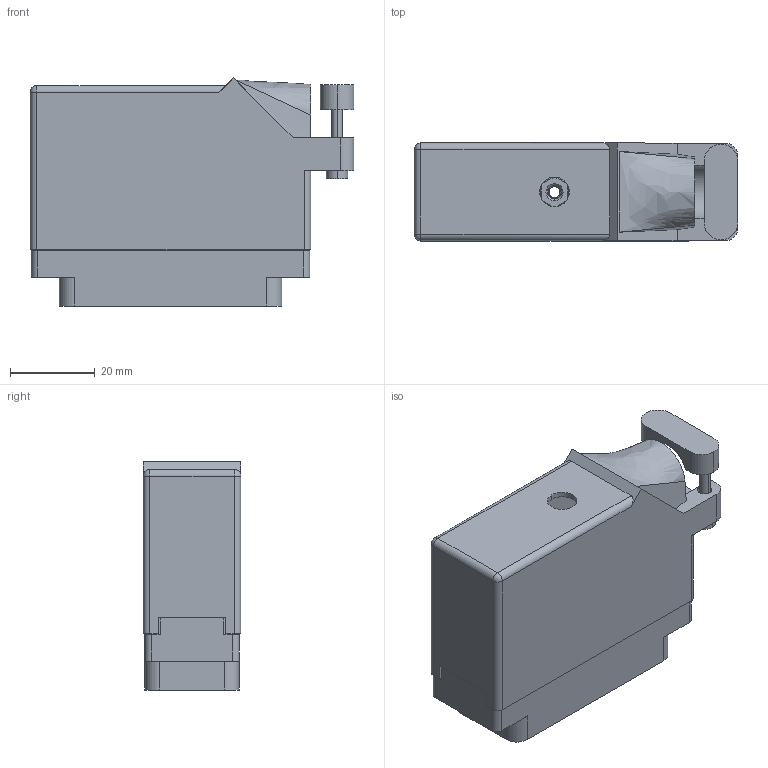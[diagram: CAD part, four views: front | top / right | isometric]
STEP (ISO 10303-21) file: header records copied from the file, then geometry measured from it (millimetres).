
FILE_DESCRIPTION (( 'STEP AP203' ), '1' );
FILE_NAME ('516-056-540-326.STEP', '2020-03-10T10:14:19', ( '' ), ( '' ), 'SwSTEP 2.0', 'SolidWorks 2016', '' );
FILE_SCHEMA (( 'CONFIG_CONTROL_DESIGN' ));
Length unit declared in the file: inch
Products named in the file (5): 516 Plug Insulator_056; 516-292-001_540 Contact; 516-252-035-100_516-252-035-100; 516-230-001_Plastic - 056 Side Entry; 516-056-540-326
Assembly tree (59 placements, depth 2):
  516-056-540-326
    516 Plug Insulator_056
    516-292-001_540 Contact  x56
    516-230-001_Plastic - 056 Side Entry
    516-252-035-100_516-252-035-100
Bounding box: 76.5 x 23.11 x 53.92 mm (x, y, z)
Volume: 26250.3 mm3; surface area: 44230 mm2
Topology: 59 solids, 59 shells, 5374 faces, 15570 edges, 10336 vertices
Faces by surface type: plane 3297, cylinder 1718, bspline 345, cone 12, sphere 2
Entity records: 51887 total; most frequent: CARTESIAN_POINT 11174, ORIENTED_EDGE 8256, DIRECTION 7961, EDGE_CURVE 4128, LINE 3041, VECTOR 3041, VERTEX_POINT 2746, AXIS2_PLACEMENT_3D 2460
